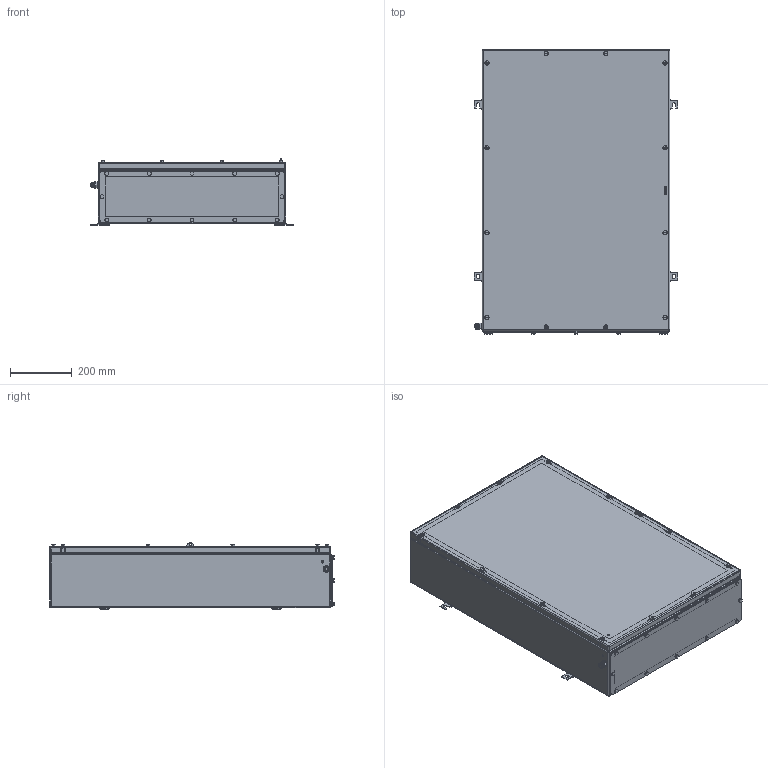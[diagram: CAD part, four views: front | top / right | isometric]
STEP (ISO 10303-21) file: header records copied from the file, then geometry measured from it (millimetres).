
FILE_DESCRIPTION(('CATIA V5 STEP Exchange','CAx-IF Rec.Pracs.--- Model Styling and Organization---1.4--- 2014-01-23'),'2;1');
FILE_NAME ('008595-6_3_1195560000_1195560000.stp','2019-09-24T06:00:56+00:00',('none'),('Weidmueller'),'CATIA Version 5-6 Release 2016 SP3 HF44','CATIA V5 STEP AP214','none');
FILE_SCHEMA(('AUTOMOTIVE_DESIGN { 1 0 10303 214 1 1 1 1 }'));
Products named in the file (1): 1195560000
Bounding box: 661 x 925 x 214.9 mm (x, y, z)
Volume: 3306048.2 mm3; surface area: 4008685.4 mm2
Topology: 81 solids, 81 shells, 3269 faces, 7686 edges, 4481 vertices
Faces by surface type: cylinder 1399, plane 1138, torus 278, sphere 200, cone 174, bspline 80
Entity records: 93465 total; most frequent: CARTESIAN_POINT 23759, ORIENTED_EDGE 14856, DIRECTION 12252, EDGE_CURVE 7428, AXIS2_PLACEMENT_3D 5660, VERTEX_POINT 4481, VECTOR 3967, LINE 3967
